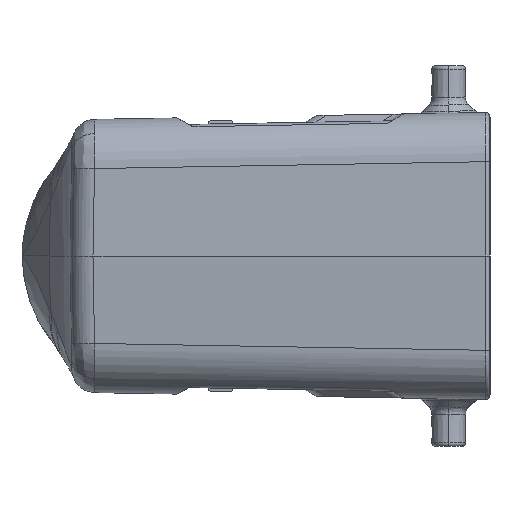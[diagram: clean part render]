
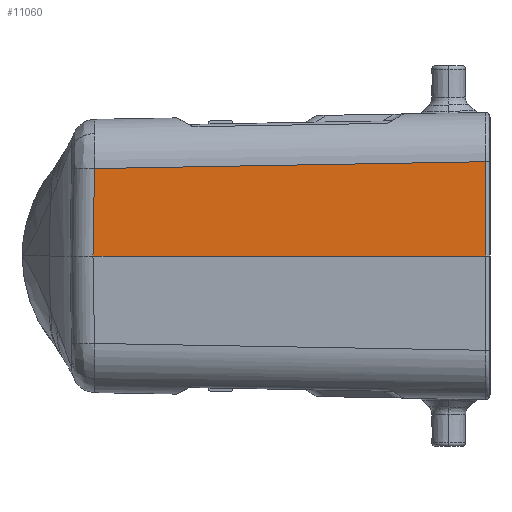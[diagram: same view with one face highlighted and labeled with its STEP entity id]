
A CAD part, left-side view. The second image highlights one B-rep face of the part: STEP entity #11060.
In plain terms, the highlighted planar face has unit normal (-1, 0.018, 0.017).
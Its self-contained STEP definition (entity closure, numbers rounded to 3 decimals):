
#2429=CARTESIAN_POINT('',(-46.493,70.609,14.121));
#2462=DIRECTION('',(0.017,0.,1.));
#2463=VECTOR('',#2462,14.124);
#2464=CARTESIAN_POINT('',(-46.739,70.609,
0.));
#2465=LINE('',#2464,#2463);
#2466=DIRECTION('',(0.017,1.,0.));
#2467=VECTOR('',#2466,58.862);
#2468=CARTESIAN_POINT('',(-46.739,70.609,
0.));
#2469=LINE('',#2468,#2467);
#2470=DIRECTION('',(-0.017,0.017,-1.));
#2471=VECTOR('',#2470,13.102);
#2472=CARTESIAN_POINT('',(-45.487,129.233,13.098));
#2473=LINE('',#2472,#2471);
#2474=DIRECTION('',(-0.017,-1.,0.017));
#2475=VECTOR('',#2474,58.642);
#2476=CARTESIAN_POINT('',(-45.487,129.233,13.098));
#2477=LINE('',#2476,#2475);
#3115=CARTESIAN_POINT('',(-45.712,129.462,
0.));
#6336=VERTEX_POINT('',#3115);
#6924=CARTESIAN_POINT('',(-45.487,129.233,13.098));
#6926=VERTEX_POINT('',#6924);
#6976=VERTEX_POINT('',#2429);
#6978=CARTESIAN_POINT('',(-46.739,70.609,
0.));
#6979=VERTEX_POINT('',#6978);
#11046=CARTESIAN_POINT('',(-46.333,70.,23.912));
#11047=DIRECTION('',(-1.,0.017,0.017));
#11048=DIRECTION('',(-0.017,0.,-1.));
#11049=AXIS2_PLACEMENT_3D('',#11046,#11047,#11048);
#11050=PLANE('',#11049);
#11052=ORIENTED_EDGE('',*,*,#11051,.F.);
#11054=ORIENTED_EDGE('',*,*,#11053,.T.);
#11056=ORIENTED_EDGE('',*,*,#11055,.F.);
#11057=ORIENTED_EDGE('',*,*,#11026,.T.);
#11058=EDGE_LOOP('',(#11052,#11054,#11056,#11057));
#11059=FACE_OUTER_BOUND('',#11058,.F.);
#11026=EDGE_CURVE('',#6926,#6976,#2477,.T.);
#11051=EDGE_CURVE('',#6979,#6976,#2465,.T.);
#11053=EDGE_CURVE('',#6979,#6336,#2469,.T.);
#11055=EDGE_CURVE('',#6926,#6336,#2473,.T.);
#11060=ADVANCED_FACE('',(#11059),#11050,.T.);
